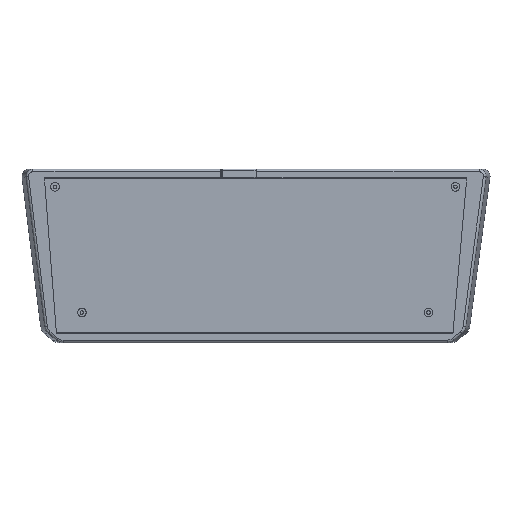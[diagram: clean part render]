
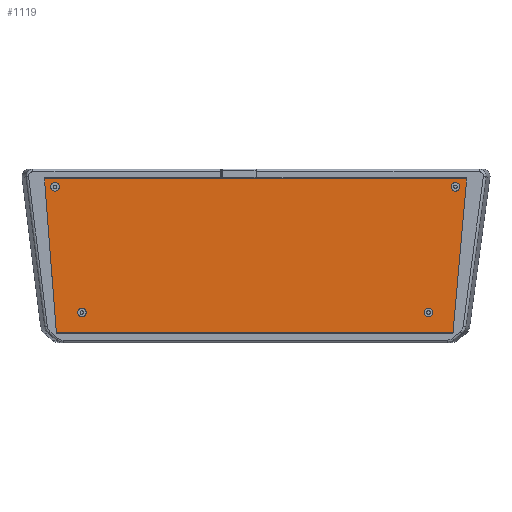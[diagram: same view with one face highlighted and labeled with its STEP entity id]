
A CAD part, top view. The second image highlights one B-rep face of the part: STEP entity #1119.
In plain terms, the highlighted planar face has unit normal (0, 0, 1).
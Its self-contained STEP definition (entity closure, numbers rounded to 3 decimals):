
#79=PLANE('',#1250);
#110=LINE('',#1727,#185);
#133=LINE('',#1792,#208);
#135=LINE('',#1795,#210);
#164=LINE('',#2045,#239);
#185=VECTOR('',#1337,10.);
#208=VECTOR('',#1394,10.);
#210=VECTOR('',#1398,10.);
#239=VECTOR('',#1535,10.);
#324=FACE_OUTER_BOUND('',#397,.T.);
#397=EDGE_LOOP('',(#972,#973,#974,#975));
#506=VERTEX_POINT('',#1724);
#507=VERTEX_POINT('',#1726);
#531=VERTEX_POINT('',#1789);
#532=VERTEX_POINT('',#1791);
#621=EDGE_CURVE('',#506,#507,#110,.T.);
#654=EDGE_CURVE('',#531,#532,#133,.T.);
#656=EDGE_CURVE('',#507,#531,#135,.T.);
#714=EDGE_CURVE('',#532,#506,#164,.T.);
#972=ORIENTED_EDGE('',*,*,#621,.F.);
#973=ORIENTED_EDGE('',*,*,#714,.F.);
#974=ORIENTED_EDGE('',*,*,#654,.F.);
#975=ORIENTED_EDGE('',*,*,#656,.F.);
#1119=ADVANCED_FACE('',(#324),#79,.F.);
#1250=AXIS2_PLACEMENT_3D('',#2044,#1533,#1534);
#1337=DIRECTION('',(1.,0.,0.));
#1394=DIRECTION('',(-1.,0.,0.));
#1398=DIRECTION('',(-0.088,-0.996,0.));
#1533=DIRECTION('center_axis',(0.,0.,-1.));
#1534=DIRECTION('ref_axis',(-1.,0.,0.));
#1535=DIRECTION('',(-0.077,0.997,0.));
#1724=CARTESIAN_POINT('',(1.925,91.187,-3.));
#1726=CARTESIAN_POINT('',(245.617,91.187,-3.));
#1727=CARTESIAN_POINT('',(124.886,91.187,-3.));
#1789=CARTESIAN_POINT('',(237.701,2.087,-3.));
#1791=CARTESIAN_POINT('',(8.817,2.087,-3.));
#1792=CARTESIAN_POINT('',(9.789,2.087,-3.));
#1795=CARTESIAN_POINT('',(237.786,3.044,-3.));
#2044=CARTESIAN_POINT('Origin',(223.489,13.52,-3.));
#2045=CARTESIAN_POINT('',(8.742,3.056,-3.));
